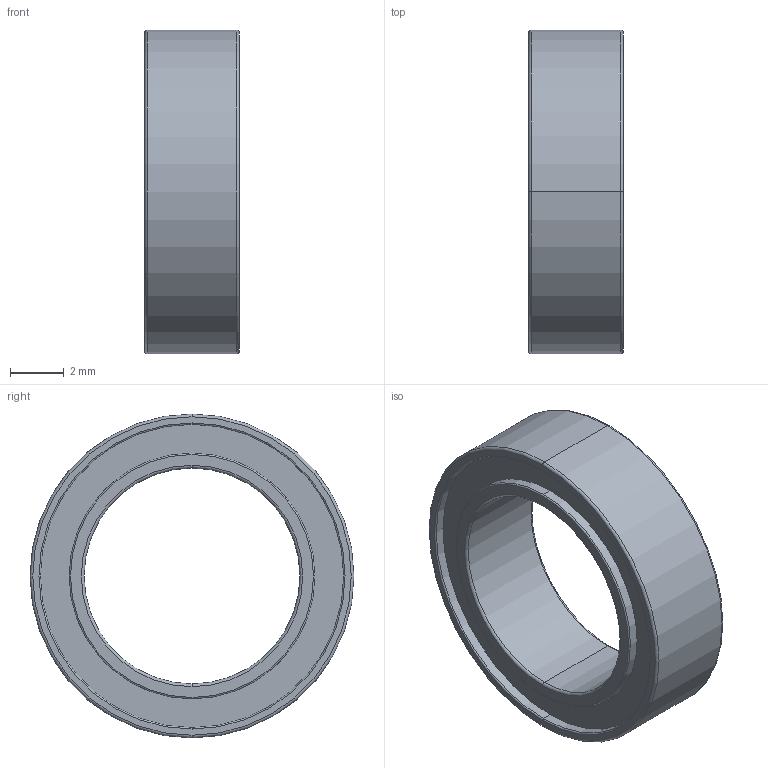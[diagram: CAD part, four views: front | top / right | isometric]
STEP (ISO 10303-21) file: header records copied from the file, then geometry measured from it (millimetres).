
FILE_DESCRIPTION (( 'STEP AP203' ), '1' );
FILE_NAME ('1974-A.STEP', '2016-10-06T08:00:09', ( '' ), ( '' ), 'SwSTEP 2.0', 'SolidWorks 2015', '' );
FILE_SCHEMA (( 'CONFIG_CONTROL_DESIGN' ));
Length unit declared in the file: millimetre
Products named in the file (1): 1974-A
Bounding box: 3.5 x 12 x 12 mm (x, y, z)
Surface area: 457.6 mm2 (no closed solid volume)
Topology: 0 solids, 4 shells, 34 faces, 78 edges, 50 vertices
Faces by surface type: torus 16, cylinder 12, plane 6
Entity records: 1068 total; most frequent: DIRECTION 214, CARTESIAN_POINT 163, ORIENTED_EDGE 140, AXIS2_PLACEMENT_3D 101, EDGE_CURVE 78, CIRCLE 66, VERTEX_POINT 50, EDGE_LOOP 40
